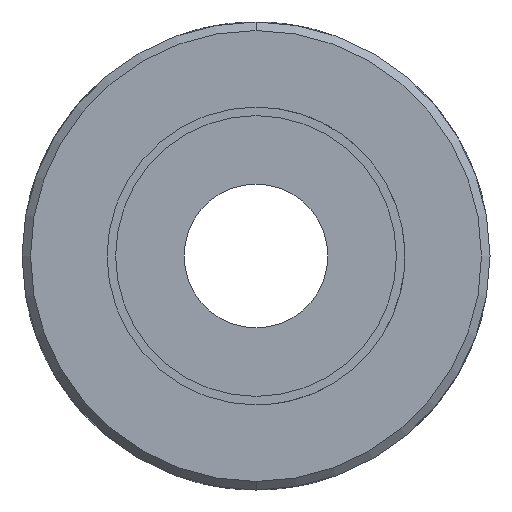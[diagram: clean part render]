
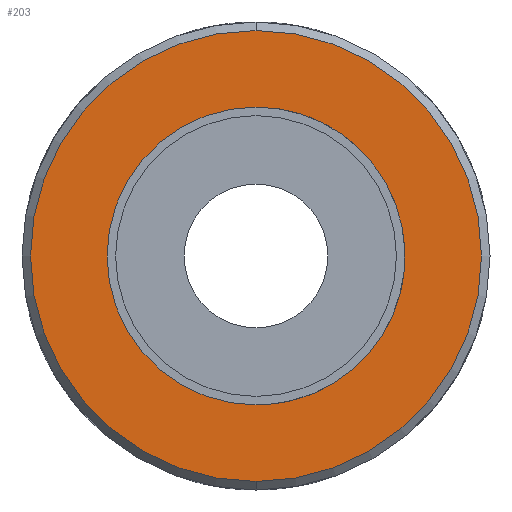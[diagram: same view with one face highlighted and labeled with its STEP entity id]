
A CAD part, front view. The second image highlights one B-rep face of the part: STEP entity #203.
In plain terms, the highlighted planar face has unit normal (0, -1, 0).
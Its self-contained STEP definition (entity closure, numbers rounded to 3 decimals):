
#123=CARTESIAN_POINT('Vertex',(0.,-4.906,5.3)) ;
#139=CARTESIAN_POINT('Vertex',(0.,-4.906,-5.3)) ;
#142=CARTESIAN_POINT('Axis2P3D Location',(0.,-4.906,0.)) ;
#159=CARTESIAN_POINT('Axis2P3D Location',(0.,-4.906,0.)) ;
#176=CARTESIAN_POINT('Axis2P3D Location',(3.5,-4.906,0.)) ;
#185=CARTESIAN_POINT('Axis2P3D Location',(0.,-4.906,0.)) ;
#189=CARTESIAN_POINT('Vertex',(0.,-4.906,3.5)) ;
#191=CARTESIAN_POINT('Vertex',(0.,-4.906,-3.5)) ;
#194=CARTESIAN_POINT('Axis2P3D Location',(0.,-4.906,0.)) ;
#143=DIRECTION('Axis2P3D Direction',(-0.,1.,0.)) ;
#160=DIRECTION('Axis2P3D Direction',(-0.,1.,0.)) ;
#177=DIRECTION('Axis2P3D Direction',(-0.,1.,0.)) ;
#178=DIRECTION('Axis2P3D XDirection',(1.,0.,0.)) ;
#186=DIRECTION('Axis2P3D Direction',(-0.,1.,0.)) ;
#195=DIRECTION('Axis2P3D Direction',(-0.,1.,0.)) ;
#144=AXIS2_PLACEMENT_3D('Circle Axis2P3D',#142,#143,$) ;
#161=AXIS2_PLACEMENT_3D('Circle Axis2P3D',#159,#160,$) ;
#179=AXIS2_PLACEMENT_3D('Plane Axis2P3D',#176,#177,#178) ;
#187=AXIS2_PLACEMENT_3D('Circle Axis2P3D',#185,#186,$) ;
#196=AXIS2_PLACEMENT_3D('Circle Axis2P3D',#194,#195,$) ;
#182=ORIENTED_EDGE('',*,*,#146,.T.) ;
#183=ORIENTED_EDGE('',*,*,#163,.T.) ;
#200=ORIENTED_EDGE('',*,*,#193,.T.) ;
#201=ORIENTED_EDGE('',*,*,#198,.T.) ;
#202=FACE_BOUND('',#199,.T.) ;
#203=ADVANCED_FACE('Chamfer1',(#184,#202),#180,.F.) ;
#145=CIRCLE('generated circle',#144,5.3) ;
#162=CIRCLE('generated circle',#161,5.3) ;
#188=CIRCLE('generated circle',#187,3.5) ;
#197=CIRCLE('generated circle',#196,3.5) ;
#146=EDGE_CURVE('',#124,#140,#145,.F.) ;
#163=EDGE_CURVE('',#140,#124,#162,.F.) ;
#193=EDGE_CURVE('',#190,#192,#188,.T.) ;
#198=EDGE_CURVE('',#192,#190,#197,.T.) ;
#181=EDGE_LOOP('',(#182,#183)) ;
#199=EDGE_LOOP('',(#200,#201)) ;
#184=FACE_OUTER_BOUND('',#181,.T.) ;
#180=PLANE('',#179) ;
#124=VERTEX_POINT('',#123) ;
#140=VERTEX_POINT('',#139) ;
#190=VERTEX_POINT('',#189) ;
#192=VERTEX_POINT('',#191) ;
